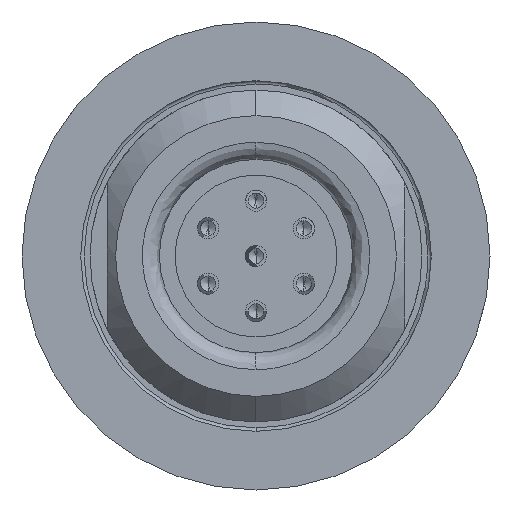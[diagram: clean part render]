
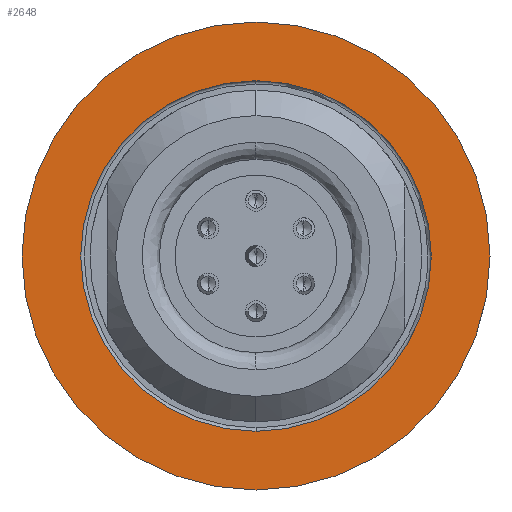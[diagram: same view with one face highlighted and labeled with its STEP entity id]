
A CAD part, left-side view. The second image highlights one B-rep face of the part: STEP entity #2648.
In plain terms, the highlighted planar face has unit normal (-1, 0, 0).
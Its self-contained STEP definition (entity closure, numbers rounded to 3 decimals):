
#163 = EDGE_LOOP ( 'NONE', ( #5221, #2456 ) ) ;
#181 = DIRECTION ( 'NONE',  ( -1., 0., 0. ) ) ;
#197 = DIRECTION ( 'NONE',  ( 0., 0., -1. ) ) ;
#678 = EDGE_CURVE ( 'NONE', #5734, #1880, #1620, .T. ) ;
#762 = CARTESIAN_POINT ( 'NONE',  ( 15.5, 0., 0. ) ) ;
#830 = DIRECTION ( 'NONE',  ( 0., 0., 1. ) ) ;
#1145 = ORIENTED_EDGE ( 'NONE', *, *, #3534, .T. ) ;
#1296 = DIRECTION ( 'NONE',  ( 0., 0., -1. ) ) ;
#1499 = CIRCLE ( 'NONE', #5427, 27.5 ) ;
#1610 = CARTESIAN_POINT ( 'NONE',  ( 15.5, 0., 0. ) ) ;
#1620 = CIRCLE ( 'NONE', #5122, 20.6 ) ;
#1880 = VERTEX_POINT ( 'NONE', #3127 ) ;
#2043 = AXIS2_PLACEMENT_3D ( 'NONE', #3331, #181, #3850 ) ;
#2132 = DIRECTION ( 'NONE',  ( 0., 0., -1. ) ) ;
#2456 = ORIENTED_EDGE ( 'NONE', *, *, #4124, .T. ) ;
#2648 = ADVANCED_FACE ( 'NONE', ( #5409, #6791 ), #3447, .T. ) ;
#3127 = CARTESIAN_POINT ( 'NONE',  ( 15.5, 0., 20.6 ) ) ;
#3331 = CARTESIAN_POINT ( 'NONE',  ( 15.5, 0., 0. ) ) ;
#3346 = DIRECTION ( 'NONE',  ( 1., 0., 0. ) ) ;
#3447 = PLANE ( 'NONE',  #6059 ) ;
#3534 = EDGE_CURVE ( 'NONE', #3869, #3865, #6199, .T. ) ;
#3610 = CARTESIAN_POINT ( 'NONE',  ( 15.5, 0., -27.5 ) ) ;
#3850 = DIRECTION ( 'NONE',  ( 0., 0., -1. ) ) ;
#3865 = VERTEX_POINT ( 'NONE', #4139 ) ;
#3869 = VERTEX_POINT ( 'NONE', #3610 ) ;
#3978 = DIRECTION ( 'NONE',  ( -1., 0., 0. ) ) ;
#4124 = EDGE_CURVE ( 'NONE', #1880, #5734, #5224, .T. ) ;
#4139 = CARTESIAN_POINT ( 'NONE',  ( 15.5, 0., 27.5 ) ) ;
#4453 = DIRECTION ( 'NONE',  ( 1., 0., 0. ) ) ;
#4495 = ORIENTED_EDGE ( 'NONE', *, *, #4558, .T. ) ;
#4545 = CARTESIAN_POINT ( 'NONE',  ( 15.5, 0., -20.6 ) ) ;
#4558 = EDGE_CURVE ( 'NONE', #3865, #3869, #1499, .T. ) ;
#4615 = EDGE_LOOP ( 'NONE', ( #1145, #4495 ) ) ;
#5122 = AXIS2_PLACEMENT_3D ( 'NONE', #6492, #3346, #197 ) ;
#5221 = ORIENTED_EDGE ( 'NONE', *, *, #678, .T. ) ;
#5224 = CIRCLE ( 'NONE', #6371, 20.6 ) ;
#5307 = DIRECTION ( 'NONE',  ( -1., 0., 0. ) ) ;
#5409 = FACE_BOUND ( 'NONE', #163, .T. ) ;
#5427 = AXIS2_PLACEMENT_3D ( 'NONE', #1610, #5307, #2132 ) ;
#5734 = VERTEX_POINT ( 'NONE', #4545 ) ;
#6059 = AXIS2_PLACEMENT_3D ( 'NONE', #6600, #3978, #830 ) ;
#6199 = CIRCLE ( 'NONE', #2043, 27.5 ) ;
#6371 = AXIS2_PLACEMENT_3D ( 'NONE', #762, #4453, #1296 ) ;
#6492 = CARTESIAN_POINT ( 'NONE',  ( 15.5, 0., 0. ) ) ;
#6600 = CARTESIAN_POINT ( 'NONE',  ( 15.5, -24.05, 0. ) ) ;
#6791 = FACE_OUTER_BOUND ( 'NONE', #4615, .T. ) ;
